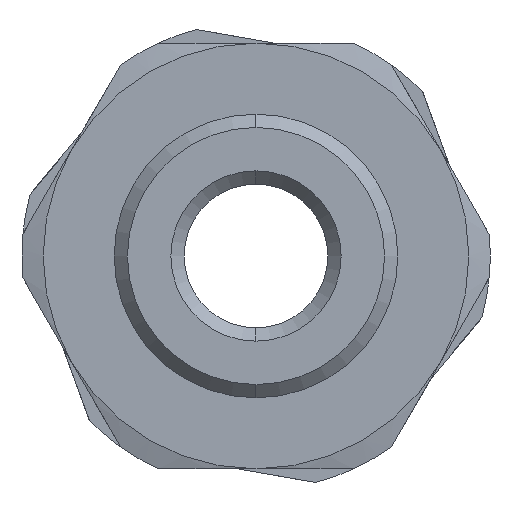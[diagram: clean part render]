
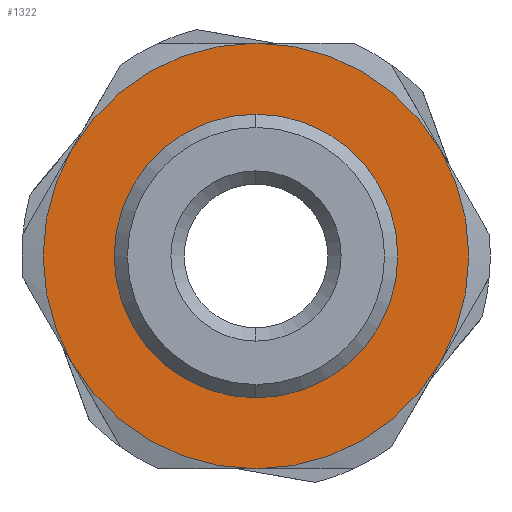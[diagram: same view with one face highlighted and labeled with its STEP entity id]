
A CAD part, left-side view. The second image highlights one B-rep face of the part: STEP entity #1322.
In plain terms, the highlighted planar face has unit normal (-1, 0, 0).
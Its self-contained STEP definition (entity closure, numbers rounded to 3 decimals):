
#1 = AXIS2_PLACEMENT_3D ( 'NONE', #1536, #1777, #2011 ) ;
#38 = AXIS2_PLACEMENT_3D ( 'NONE', #2715, #570, #129 ) ;
#42 = VERTEX_POINT ( 'NONE', #2362 ) ;
#82 = VERTEX_POINT ( 'NONE', #485 ) ;
#87 = CARTESIAN_POINT ( 'NONE',  ( 15.3, -10.392, 6. ) ) ;
#116 = EDGE_CURVE ( 'NONE', #82, #2067, #1311, .T. ) ;
#129 = DIRECTION ( 'NONE',  ( 0., 0., -1. ) ) ;
#130 = CARTESIAN_POINT ( 'NONE',  ( 15.3, 0., 0. ) ) ;
#141 = VERTEX_POINT ( 'NONE', #496 ) ;
#208 = EDGE_CURVE ( 'NONE', #2067, #2559, #1035, .T. ) ;
#265 = ORIENTED_EDGE ( 'NONE', *, *, #854, .F. ) ;
#294 = CIRCLE ( 'NONE', #930, 12. ) ;
#324 = CIRCLE ( 'NONE', #1165, 12. ) ;
#329 = EDGE_LOOP ( 'NONE', ( #1628, #2223 ) ) ;
#423 = DIRECTION ( 'NONE',  ( 0., 0., -1. ) ) ;
#447 = EDGE_LOOP ( 'NONE', ( #1869, #733, #1080, #265, #1225, #2475 ) ) ;
#483 = CARTESIAN_POINT ( 'NONE',  ( 15.3, 0., 0. ) ) ;
#485 = CARTESIAN_POINT ( 'NONE',  ( 15.3, -10.392, -6. ) ) ;
#487 = AXIS2_PLACEMENT_3D ( 'NONE', #2473, #753, #973 ) ;
#496 = CARTESIAN_POINT ( 'NONE',  ( 15.3, 0., 12. ) ) ;
#538 = FACE_BOUND ( 'NONE', #329, .T. ) ;
#559 = DIRECTION ( 'NONE',  ( 1., 0., 0. ) ) ;
#568 = EDGE_CURVE ( 'NONE', #816, #82, #294, .T. ) ;
#570 = DIRECTION ( 'NONE',  ( 1., 0., 0. ) ) ;
#619 = CIRCLE ( 'NONE', #38, 8. ) ;
#666 = DIRECTION ( 'NONE',  ( 1., 0., 0. ) ) ;
#669 = DIRECTION ( 'NONE',  ( 0., 0., -1. ) ) ;
#733 = ORIENTED_EDGE ( 'NONE', *, *, #116, .F. ) ;
#753 = DIRECTION ( 'NONE',  ( 1., 0., 0. ) ) ;
#755 = VERTEX_POINT ( 'NONE', #2286 ) ;
#816 = VERTEX_POINT ( 'NONE', #87 ) ;
#854 = EDGE_CURVE ( 'NONE', #141, #816, #1977, .T. ) ;
#909 = DIRECTION ( 'NONE',  ( 0., 0., -1. ) ) ;
#918 = DIRECTION ( 'NONE',  ( 0., 0., -1. ) ) ;
#928 = CARTESIAN_POINT ( 'NONE',  ( 15.3, 8., 0. ) ) ;
#930 = AXIS2_PLACEMENT_3D ( 'NONE', #483, #1552, #669 ) ;
#967 = EDGE_CURVE ( 'NONE', #1389, #755, #1694, .T. ) ;
#973 = DIRECTION ( 'NONE',  ( 0., 0., -1. ) ) ;
#976 = CARTESIAN_POINT ( 'NONE',  ( 15.3, 0., -12. ) ) ;
#1035 = CIRCLE ( 'NONE', #487, 12. ) ;
#1050 = DIRECTION ( 'NONE',  ( -1., 0., 0. ) ) ;
#1080 = ORIENTED_EDGE ( 'NONE', *, *, #568, .F. ) ;
#1143 = EDGE_CURVE ( 'NONE', #2559, #42, #324, .T. ) ;
#1165 = AXIS2_PLACEMENT_3D ( 'NONE', #130, #559, #2064 ) ;
#1225 = ORIENTED_EDGE ( 'NONE', *, *, #2084, .T. ) ;
#1311 = CIRCLE ( 'NONE', #2407, 12. ) ;
#1322 = ADVANCED_FACE ( 'NONE', ( #538, #1975 ), #2385, .F. ) ;
#1389 = VERTEX_POINT ( 'NONE', #2430 ) ;
#1478 = AXIS2_PLACEMENT_3D ( 'NONE', #928, #1531, #909 ) ;
#1531 = DIRECTION ( 'NONE',  ( 1., 0., 0. ) ) ;
#1536 = CARTESIAN_POINT ( 'NONE',  ( 15.3, 0., 0. ) ) ;
#1552 = DIRECTION ( 'NONE',  ( 1., 0., 0. ) ) ;
#1568 = AXIS2_PLACEMENT_3D ( 'NONE', #2532, #1050, #1910 ) ;
#1628 = ORIENTED_EDGE ( 'NONE', *, *, #2203, .T. ) ;
#1694 = CIRCLE ( 'NONE', #1, 8. ) ;
#1722 = CARTESIAN_POINT ( 'NONE',  ( 15.3, 0., 0. ) ) ;
#1777 = DIRECTION ( 'NONE',  ( 1., 0., 0. ) ) ;
#1869 = ORIENTED_EDGE ( 'NONE', *, *, #208, .F. ) ;
#1910 = DIRECTION ( 'NONE',  ( 0., 0., 1. ) ) ;
#1950 = DIRECTION ( 'NONE',  ( 1., 0., 0. ) ) ;
#1975 = FACE_OUTER_BOUND ( 'NONE', #447, .T. ) ;
#1977 = CIRCLE ( 'NONE', #2743, 12. ) ;
#2011 = DIRECTION ( 'NONE',  ( 0., 0., -1. ) ) ;
#2064 = DIRECTION ( 'NONE',  ( 0., 0., -1. ) ) ;
#2067 = VERTEX_POINT ( 'NONE', #976 ) ;
#2084 = EDGE_CURVE ( 'NONE', #141, #42, #2769, .T. ) ;
#2203 = EDGE_CURVE ( 'NONE', #755, #1389, #619, .T. ) ;
#2223 = ORIENTED_EDGE ( 'NONE', *, *, #967, .T. ) ;
#2286 = CARTESIAN_POINT ( 'NONE',  ( 15.3, 0., -8. ) ) ;
#2319 = CARTESIAN_POINT ( 'NONE',  ( 15.3, 10.392, -6. ) ) ;
#2362 = CARTESIAN_POINT ( 'NONE',  ( 15.3, 10.392, 6. ) ) ;
#2385 = PLANE ( 'NONE',  #1478 ) ;
#2407 = AXIS2_PLACEMENT_3D ( 'NONE', #2609, #1950, #918 ) ;
#2430 = CARTESIAN_POINT ( 'NONE',  ( 15.3, 0., 8. ) ) ;
#2473 = CARTESIAN_POINT ( 'NONE',  ( 15.3, 0., 0. ) ) ;
#2475 = ORIENTED_EDGE ( 'NONE', *, *, #1143, .F. ) ;
#2532 = CARTESIAN_POINT ( 'NONE',  ( 15.3, 0., 0. ) ) ;
#2559 = VERTEX_POINT ( 'NONE', #2319 ) ;
#2609 = CARTESIAN_POINT ( 'NONE',  ( 15.3, 0., 0. ) ) ;
#2715 = CARTESIAN_POINT ( 'NONE',  ( 15.3, 0., 0. ) ) ;
#2743 = AXIS2_PLACEMENT_3D ( 'NONE', #1722, #666, #423 ) ;
#2769 = CIRCLE ( 'NONE', #1568, 12. ) ;
